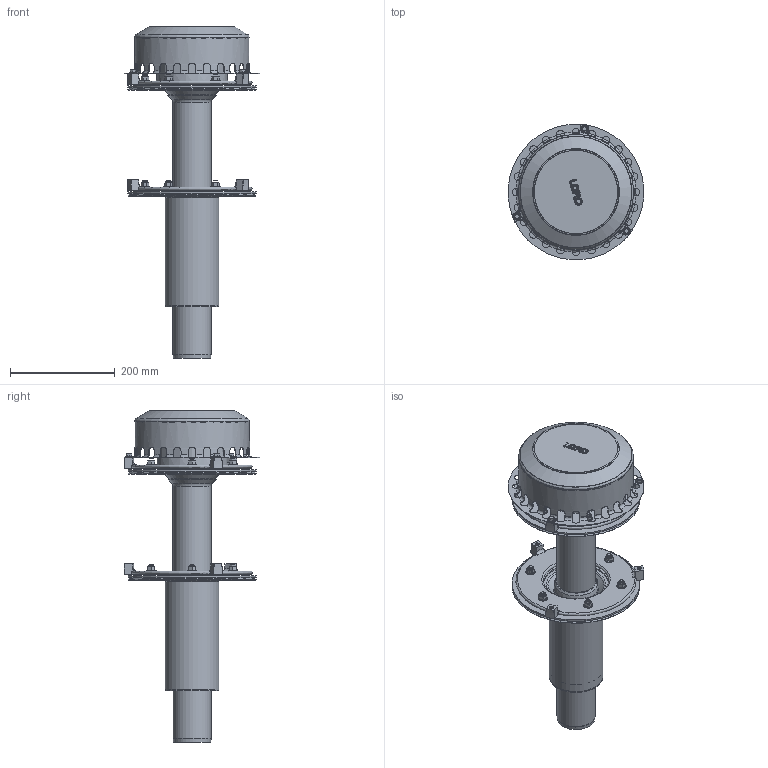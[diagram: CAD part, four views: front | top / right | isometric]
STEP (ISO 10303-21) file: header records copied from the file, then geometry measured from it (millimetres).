
FILE_DESCRIPTION(/* description */ (''),/* implementation_level */ '2;1');
FILE_NAME(/* name */ '22322.070X_3D.stp',/* time_stamp */ '2024-12-12T09:29:55+01:00',/* author */ ('CAD'),/* organization */ (''),/* preprocessor_version */ 'ST-DEVELOPER v20',/* originating_system */ 'AutoCAD Mechanical',/* authorisation */ '');
FILE_SCHEMA (('AUTOMOTIVE_DESIGN { 1 0 10303 214 3 1 1 }'));
Length unit declared in the file: millimetre
Products named in the file (2): Product; *S4
Assembly tree (1 placements, depth 2):
  Product
    *S4
Bounding box: 259.01 x 259.29 x 635.25 mm (x, y, z)
Volume: 2675312.8 mm3; surface area: 1437422.2 mm2
Topology: 52 solids, 52 shells, 1308 faces, 3083 edges, 1864 vertices
Faces by surface type: cone 588, plane 325, cylinder 219, torus 139, bspline 34, sphere 3
Full cylindrical faces by diameter (mm): 6.647 x13, 6.65 x1, 7 x12, 8 x28, 9.5 x2, 10.5 x2, 12 x1, 13 x12, 16 x13, 70 x2, 73 x4, 75.8 x1, 75.973 x1, 78.746 x1, 78.8 x2, 80.5 x1, 80.8 x2, 83.8 x1, 100 x2, 102 x1, 103 x1, 125 x2, 213.5 x1, 218 x2, 220 x1, 245 x2, 260 x1
Entity records: 45386 total; most frequent: CARTESIAN_POINT 15227, DIRECTION 6430, ORIENTED_EDGE 6154, EDGE_CURVE 3077, AXIS2_PLACEMENT_3D 2685, VERTEX_POINT 1862, EDGE_LOOP 1479, CIRCLE 1369
